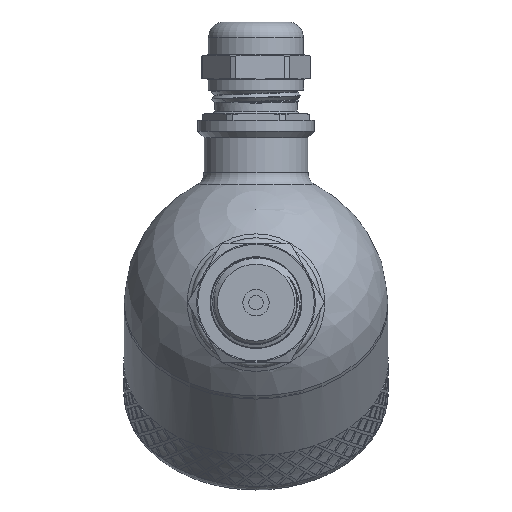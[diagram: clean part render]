
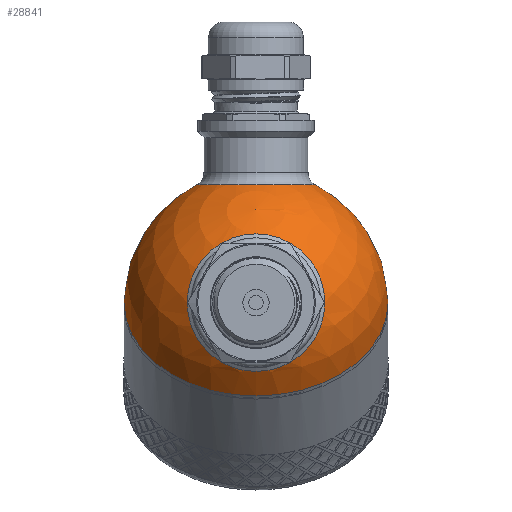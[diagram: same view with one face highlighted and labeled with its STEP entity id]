
A CAD part, left-side view. The second image highlights one B-rep face of the part: STEP entity #28841.
In plain terms, the highlighted spherical face has radius 30 mm.
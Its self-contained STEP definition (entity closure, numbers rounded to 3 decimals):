
#145=SPHERICAL_SURFACE('',#30623,30.);
#242=FACE_BOUND('',#4210,.T.);
#243=FACE_BOUND('',#4211,.T.);
#2365=FACE_OUTER_BOUND('',#4209,.T.);
#4209=EDGE_LOOP('',(#20815,#20816,#20817,#20818));
#4210=EDGE_LOOP('',(#20819));
#4211=EDGE_LOOP('',(#20820));
#5939=CIRCLE('',#30546,30.);
#5940=CIRCLE('',#30547,30.);
#5967=CIRCLE('',#30619,13.5);
#5970=CIRCLE('',#30624,30.);
#5971=CIRCLE('',#30625,15.643);
#11358=VERTEX_POINT('',#40263);
#11359=VERTEX_POINT('',#40265);
#11886=VERTEX_POINT('',#47029);
#11888=VERTEX_POINT('',#47036);
#11889=VERTEX_POINT('',#47038);
#14456=EDGE_CURVE('',#11358,#11359,#5939,.T.);
#14457=EDGE_CURVE('',#11359,#11358,#5940,.T.);
#15250=EDGE_CURVE('',#11886,#11886,#5967,.T.);
#15253=EDGE_CURVE('',#11359,#11888,#5970,.T.);
#15254=EDGE_CURVE('',#11889,#11889,#5971,.T.);
#20815=ORIENTED_EDGE('',*,*,#14457,.F.);
#20816=ORIENTED_EDGE('',*,*,#15253,.T.);
#20817=ORIENTED_EDGE('',*,*,#15253,.F.);
#20818=ORIENTED_EDGE('',*,*,#14456,.F.);
#20819=ORIENTED_EDGE('',*,*,#15254,.F.);
#20820=ORIENTED_EDGE('',*,*,#15250,.F.);
#28841=ADVANCED_FACE('',(#2365,#242,#243),#145,.T.);
#30546=AXIS2_PLACEMENT_3D('',#40266,#32121,#32122);
#30547=AXIS2_PLACEMENT_3D('',#40267,#32123,#32124);
#30619=AXIS2_PLACEMENT_3D('',#47030,#32545,#32546);
#30623=AXIS2_PLACEMENT_3D('',#47035,#32553,#32554);
#30624=AXIS2_PLACEMENT_3D('',#47037,#32555,#32556);
#30625=AXIS2_PLACEMENT_3D('',#47039,#32557,#32558);
#32121=DIRECTION('center_axis',(1.,0.,0.));
#32122=DIRECTION('ref_axis',(0.,1.,0.));
#32123=DIRECTION('center_axis',(1.,0.,0.));
#32124=DIRECTION('ref_axis',(0.,1.,0.));
#32545=DIRECTION('center_axis',(-0.707,0.,-0.707));
#32546=DIRECTION('ref_axis',(-0.707,0.,0.707));
#32553=DIRECTION('center_axis',(1.,0.,0.));
#32554=DIRECTION('ref_axis',(0.,-1.,0.));
#32555=DIRECTION('center_axis',(0.,0.,1.));
#32556=DIRECTION('ref_axis',(0.,1.,0.));
#32557=DIRECTION('center_axis',(-0.707,0.,0.707));
#32558=DIRECTION('ref_axis',(0.707,0.,0.707));
#40263=CARTESIAN_POINT('',(0.,-30.,0.));
#40265=CARTESIAN_POINT('',(0.,30.,0.));
#40266=CARTESIAN_POINT('Origin',(0.,0.,0.));
#40267=CARTESIAN_POINT('Origin',(0.,0.,0.));
#47029=CARTESIAN_POINT('',(-9.398,0.,-28.49));
#47030=CARTESIAN_POINT('Origin',(-18.944,0.,-18.944));
#47035=CARTESIAN_POINT('Origin',(0.,0.,0.));
#47036=CARTESIAN_POINT('',(-30.,0.,0.));
#47037=CARTESIAN_POINT('Origin',(0.,0.,0.));
#47038=CARTESIAN_POINT('',(-29.162,0.,7.04));
#47039=CARTESIAN_POINT('Origin',(-18.101,0.,18.101));
